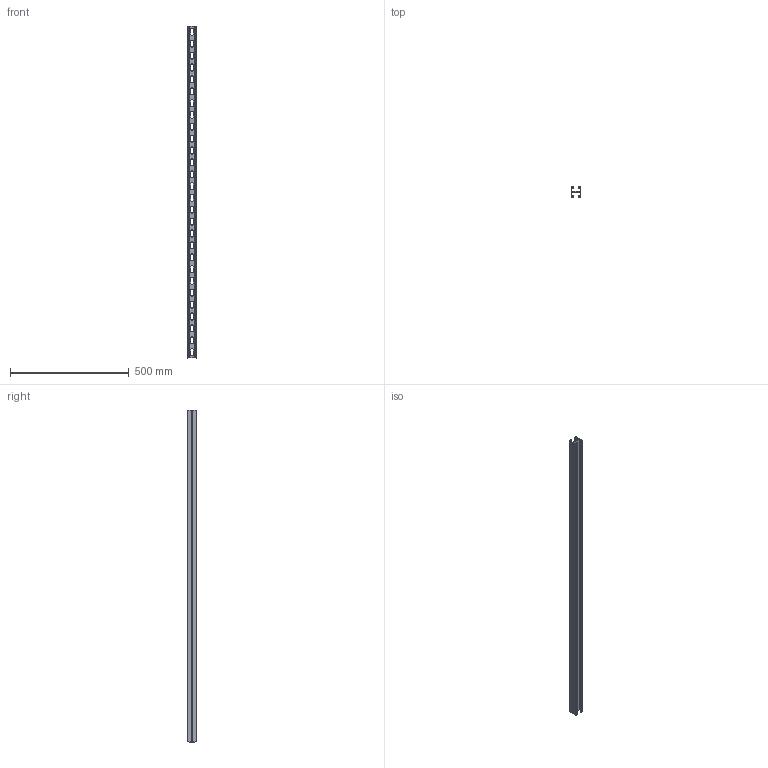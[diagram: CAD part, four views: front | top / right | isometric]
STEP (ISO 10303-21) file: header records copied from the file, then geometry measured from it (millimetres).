
FILE_DESCRIPTION (( 'STEP AP203' ), '1' );
FILE_NAME ('Äâîéíîé STRUT-ïðîôèëü_h21-L1400.step', '2022-01-25T10:00:40', ( '' ), ( '' ), 'SwSTEP 2.0', 'SolidWorks 2017', '' );
FILE_SCHEMA (( 'CONFIG_CONTROL_DESIGN' ));
Products named in the file (2): STRUT-镳铘桦黖h21-1400; Äâîéíîé STRUT-ïðîôèëü_h21-L1400
Assembly tree (2 placements, depth 2):
  Äâîéíîé STRUT-ïðîôèëü_h21-L1400
    STRUT-镳铘桦黖h21-1400  x2
Bounding box: 41 x 42 x 1400 mm (x, y, z)
Volume: 509636.7 mm3; surface area: 541415.6 mm2
Topology: 2 solids, 2 shells, 3472 faces, 10404 edges, 6936 vertices
Faces by surface type: plane 3348, cylinder 124
Entity records: 57710 total; most frequent: CARTESIAN_POINT 10411, ORIENTED_EDGE 10404, DIRECTION 8808, EDGE_CURVE 5202, VECTOR 5078, LINE 5078, VERTEX_POINT 3468, AXIS2_PLACEMENT_3D 1865
